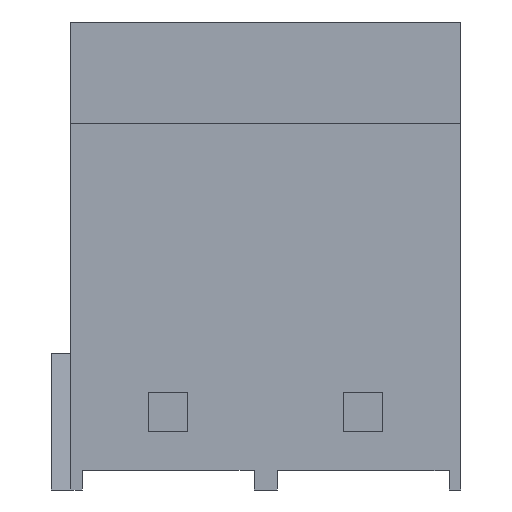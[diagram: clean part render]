
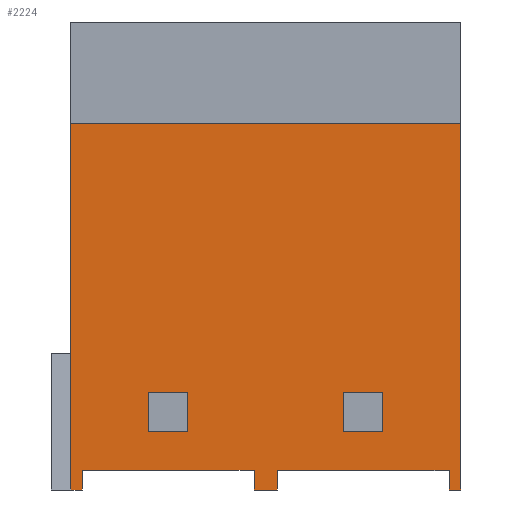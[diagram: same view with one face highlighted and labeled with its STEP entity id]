
A CAD part, front view. The second image highlights one B-rep face of the part: STEP entity #2224.
In plain terms, the highlighted planar face has unit normal (0, -1, 0).
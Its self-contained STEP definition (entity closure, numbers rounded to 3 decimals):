
#207=DIRECTION('',(0.,0.,-1.));
#208=VECTOR('',#207,9.4);
#209=CARTESIAN_POINT('',(-5.,-3.85,-2.6));
#210=LINE('',#209,#208);
#541=DIRECTION('',(0.,0.,-1.));
#542=VECTOR('',#541,9.4);
#543=CARTESIAN_POINT('',(5.,-3.85,-2.6));
#544=LINE('',#543,#542);
#632=DIRECTION('',(0.,0.,1.));
#633=VECTOR('',#632,0.5);
#634=CARTESIAN_POINT('',(0.3,-3.85,-12.));
#635=LINE('',#634,#633);
#639=DIRECTION('',(0.,0.,1.));
#640=VECTOR('',#639,0.5);
#641=CARTESIAN_POINT('',(-0.3,-3.85,-12.));
#642=LINE('',#641,#640);
#646=DIRECTION('',(1.,0.,0.));
#647=VECTOR('',#646,4.4);
#648=CARTESIAN_POINT('',(-4.7,-3.85,-11.5));
#649=LINE('',#648,#647);
#653=DIRECTION('',(0.,0.,1.));
#654=VECTOR('',#653,0.5);
#655=CARTESIAN_POINT('',(-4.7,-3.85,-12.));
#656=LINE('',#655,#654);
#660=DIRECTION('',(1.,0.,0.));
#661=VECTOR('',#660,10.);
#662=CARTESIAN_POINT('',(-5.,-3.85,-2.6));
#663=LINE('',#662,#661);
#667=DIRECTION('',(0.,0.,1.));
#668=VECTOR('',#667,0.5);
#669=CARTESIAN_POINT('',(4.7,-3.85,-12.));
#670=LINE('',#669,#668);
#674=DIRECTION('',(1.,0.,0.));
#675=VECTOR('',#674,4.4);
#676=CARTESIAN_POINT('',(0.3,-3.85,-11.5));
#677=LINE('',#676,#675);
#681=DIRECTION('',(0.,0.,-1.));
#682=VECTOR('',#681,1.);
#683=CARTESIAN_POINT('',(-2.,-3.85,-9.5));
#684=LINE('',#683,#682);
#688=DIRECTION('',(-1.,0.,0.));
#689=VECTOR('',#688,1.);
#690=CARTESIAN_POINT('',(-2.,-3.85,-9.5));
#691=LINE('',#690,#689);
#695=DIRECTION('',(0.,0.,-1.));
#696=VECTOR('',#695,1.);
#697=CARTESIAN_POINT('',(-3.,-3.85,-9.5));
#698=LINE('',#697,#696);
#702=DIRECTION('',(-1.,0.,0.));
#703=VECTOR('',#702,1.);
#704=CARTESIAN_POINT('',(-2.,-3.85,-10.5));
#705=LINE('',#704,#703);
#709=DIRECTION('',(0.,0.,-1.));
#710=VECTOR('',#709,1.);
#711=CARTESIAN_POINT('',(3.,-3.85,-9.5));
#712=LINE('',#711,#710);
#716=DIRECTION('',(-1.,0.,0.));
#717=VECTOR('',#716,1.);
#718=CARTESIAN_POINT('',(3.,-3.85,-9.5));
#719=LINE('',#718,#717);
#723=DIRECTION('',(0.,0.,-1.));
#724=VECTOR('',#723,1.);
#725=CARTESIAN_POINT('',(2.,-3.85,-9.5));
#726=LINE('',#725,#724);
#730=DIRECTION('',(-1.,0.,0.));
#731=VECTOR('',#730,1.);
#732=CARTESIAN_POINT('',(3.,-3.85,-10.5));
#733=LINE('',#732,#731);
#842=DIRECTION('',(1.,0.,0.));
#843=VECTOR('',#842,0.3);
#844=CARTESIAN_POINT('',(-5.,-3.85,-12.));
#845=LINE('',#844,#843);
#863=DIRECTION('',(1.,0.,0.));
#864=VECTOR('',#863,0.6);
#865=CARTESIAN_POINT('',(-0.3,-3.85,-12.));
#866=LINE('',#865,#864);
#877=DIRECTION('',(1.,0.,0.));
#878=VECTOR('',#877,0.3);
#879=CARTESIAN_POINT('',(4.7,-3.85,-12.));
#880=LINE('',#879,#878);
#1575=CARTESIAN_POINT('',(-5.,-3.85,-2.6));
#1576=VERTEX_POINT('',#1575);
#1577=CARTESIAN_POINT('',(-5.,-3.85,-12.));
#1578=VERTEX_POINT('',#1577);
#1609=CARTESIAN_POINT('',(5.,-3.85,-2.6));
#1610=VERTEX_POINT('',#1609);
#1611=CARTESIAN_POINT('',(5.,-3.85,-12.));
#1612=VERTEX_POINT('',#1611);
#1671=CARTESIAN_POINT('',(-4.7,-3.85,-12.));
#1672=CARTESIAN_POINT('',(-4.7,-3.85,-11.5));
#1673=VERTEX_POINT('',#1671);
#1674=VERTEX_POINT('',#1672);
#1675=CARTESIAN_POINT('',(-0.3,-3.85,-11.5));
#1676=VERTEX_POINT('',#1675);
#1677=CARTESIAN_POINT('',(-0.3,-3.85,-12.));
#1678=VERTEX_POINT('',#1677);
#1703=CARTESIAN_POINT('',(-2.,-3.85,-9.5));
#1704=CARTESIAN_POINT('',(-2.,-3.85,-10.5));
#1705=VERTEX_POINT('',#1703);
#1706=VERTEX_POINT('',#1704);
#1707=CARTESIAN_POINT('',(-3.,-3.85,-9.5));
#1708=CARTESIAN_POINT('',(-3.,-3.85,-10.5));
#1709=VERTEX_POINT('',#1707);
#1710=VERTEX_POINT('',#1708);
#1753=CARTESIAN_POINT('',(0.3,-3.85,-12.));
#1754=CARTESIAN_POINT('',(0.3,-3.85,-11.5));
#1755=VERTEX_POINT('',#1753);
#1756=VERTEX_POINT('',#1754);
#1757=CARTESIAN_POINT('',(4.7,-3.85,-11.5));
#1758=VERTEX_POINT('',#1757);
#1759=CARTESIAN_POINT('',(4.7,-3.85,-12.));
#1760=VERTEX_POINT('',#1759);
#1787=CARTESIAN_POINT('',(3.,-3.85,-9.5));
#1788=CARTESIAN_POINT('',(3.,-3.85,-10.5));
#1789=VERTEX_POINT('',#1787);
#1790=VERTEX_POINT('',#1788);
#1791=CARTESIAN_POINT('',(2.,-3.85,-9.5));
#1792=CARTESIAN_POINT('',(2.,-3.85,-10.5));
#1793=VERTEX_POINT('',#1791);
#1794=VERTEX_POINT('',#1792);
#2176=CARTESIAN_POINT('',(-5.,-3.85,-2.6));
#2177=DIRECTION('',(0.,-1.,0.));
#2178=DIRECTION('',(0.,0.,-1.));
#2179=AXIS2_PLACEMENT_3D('',#2176,#2177,#2178);
#2180=PLANE('',#2179);
#2182=ORIENTED_EDGE('',*,*,#2181,.F.);
#2184=ORIENTED_EDGE('',*,*,#2183,.F.);
#2186=ORIENTED_EDGE('',*,*,#2185,.T.);
#2188=ORIENTED_EDGE('',*,*,#2187,.F.);
#2190=ORIENTED_EDGE('',*,*,#2189,.F.);
#2192=ORIENTED_EDGE('',*,*,#2191,.F.);
#2193=ORIENTED_EDGE('',*,*,#1872,.F.);
#2195=ORIENTED_EDGE('',*,*,#2194,.T.);
#2196=ORIENTED_EDGE('',*,*,#2107,.T.);
#2198=ORIENTED_EDGE('',*,*,#2197,.F.);
#2200=ORIENTED_EDGE('',*,*,#2199,.T.);
#2201=ORIENTED_EDGE('',*,*,#2159,.F.);
#2202=EDGE_LOOP('',(#2182,#2184,#2186,#2188,#2190,#2192,#2193,#2195,#2196,#2198,
#2200,#2201));
#2203=FACE_OUTER_BOUND('',#2202,.F.);
#2205=ORIENTED_EDGE('',*,*,#2204,.F.);
#2207=ORIENTED_EDGE('',*,*,#2206,.T.);
#2209=ORIENTED_EDGE('',*,*,#2208,.T.);
#2211=ORIENTED_EDGE('',*,*,#2210,.F.);
#2212=EDGE_LOOP('',(#2205,#2207,#2209,#2211));
#2213=FACE_BOUND('',#2212,.F.);
#2215=ORIENTED_EDGE('',*,*,#2214,.F.);
#2217=ORIENTED_EDGE('',*,*,#2216,.T.);
#2219=ORIENTED_EDGE('',*,*,#2218,.T.);
#2221=ORIENTED_EDGE('',*,*,#2220,.F.);
#2222=EDGE_LOOP('',(#2215,#2217,#2219,#2221));
#2223=FACE_BOUND('',#2222,.F.);
#2224=ADVANCED_FACE('',(#2203,#2213,#2223),#2180,.T.);
#1872=EDGE_CURVE('',#1576,#1578,#210,.T.);
#2107=EDGE_CURVE('',#1610,#1612,#544,.T.);
#2159=EDGE_CURVE('',#1756,#1758,#677,.T.);
#2181=EDGE_CURVE('',#1755,#1756,#635,.T.);
#2183=EDGE_CURVE('',#1678,#1755,#866,.T.);
#2185=EDGE_CURVE('',#1678,#1676,#642,.T.);
#2187=EDGE_CURVE('',#1674,#1676,#649,.T.);
#2189=EDGE_CURVE('',#1673,#1674,#656,.T.);
#2191=EDGE_CURVE('',#1578,#1673,#845,.T.);
#2194=EDGE_CURVE('',#1576,#1610,#663,.T.);
#2197=EDGE_CURVE('',#1760,#1612,#880,.T.);
#2199=EDGE_CURVE('',#1760,#1758,#670,.T.);
#2204=EDGE_CURVE('',#1705,#1706,#684,.T.);
#2206=EDGE_CURVE('',#1705,#1709,#691,.T.);
#2208=EDGE_CURVE('',#1709,#1710,#698,.T.);
#2210=EDGE_CURVE('',#1706,#1710,#705,.T.);
#2214=EDGE_CURVE('',#1789,#1790,#712,.T.);
#2216=EDGE_CURVE('',#1789,#1793,#719,.T.);
#2218=EDGE_CURVE('',#1793,#1794,#726,.T.);
#2220=EDGE_CURVE('',#1790,#1794,#733,.T.);
